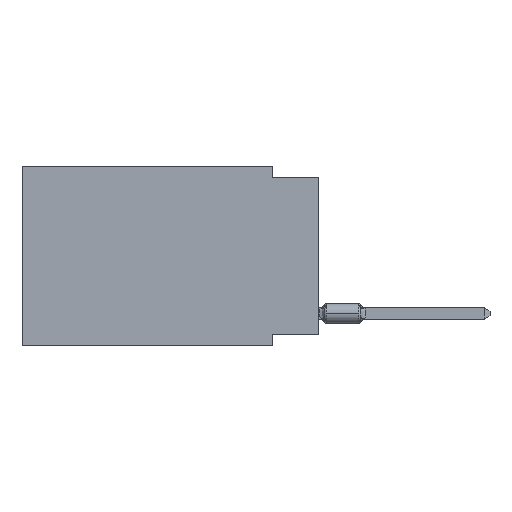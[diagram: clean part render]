
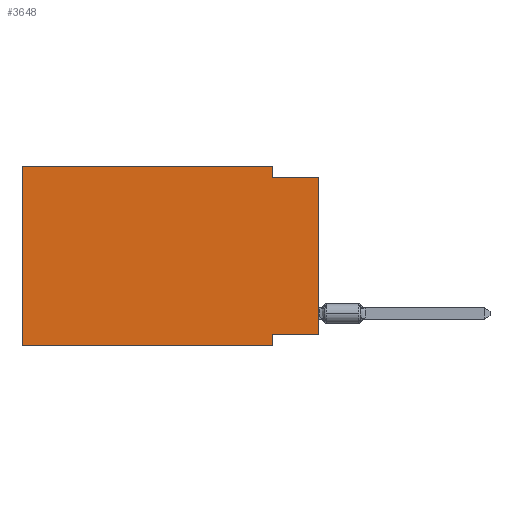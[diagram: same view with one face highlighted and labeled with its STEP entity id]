
A CAD part, left-side view. The second image highlights one B-rep face of the part: STEP entity #3648.
In plain terms, the highlighted planar face has unit normal (-1, 0, 0).
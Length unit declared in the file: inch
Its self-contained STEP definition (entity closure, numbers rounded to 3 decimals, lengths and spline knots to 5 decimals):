
#177 = CARTESIAN_POINT ( 'NONE',  ( 0., 0.1, 0. ) ) ;
#345 = DIRECTION ( 'NONE',  ( 0., 0., -1. ) ) ;
#745 = DIRECTION ( 'NONE',  ( 0., 1., 0. ) ) ;
#805 = LINE ( 'NONE', #11767, #18333 ) ;
#815 = EDGE_CURVE ( 'NONE', #7141, #15548, #8829, .T. ) ;
#928 = DIRECTION ( 'NONE',  ( 1., 0., 0. ) ) ;
#1443 = CARTESIAN_POINT ( 'NONE',  ( 0., 0.645, -0.39 ) ) ;
#1765 = VECTOR ( 'NONE', #8178, 39.37008 ) ;
#1920 = EDGE_CURVE ( 'NONE', #18850, #2668, #11403, .T. ) ;
#2207 = DIRECTION ( 'NONE',  ( 0., -1., 0. ) ) ;
#2322 = FACE_OUTER_BOUND ( 'NONE', #4521, .T. ) ;
#2668 = VERTEX_POINT ( 'NONE', #177 ) ;
#2768 = ORIENTED_EDGE ( 'NONE', *, *, #5139, .T. ) ;
#3648 = ADVANCED_FACE ( 'NONE', ( #2322 ), #7205, .F. ) ;
#4521 = EDGE_LOOP ( 'NONE', ( #11098, #17089, #19750, #12572, #20206, #2768, #14505, #17815 ) ) ;
#4899 = EDGE_CURVE ( 'NONE', #15037, #7035, #10285, .T. ) ;
#5118 = DIRECTION ( 'NONE',  ( 0., -1., 0. ) ) ;
#5139 = EDGE_CURVE ( 'NONE', #18451, #13694, #19194, .T. ) ;
#6110 = CARTESIAN_POINT ( 'NONE',  ( 0., 0.1, -0.39 ) ) ;
#6430 = VECTOR ( 'NONE', #2207, 39.37008 ) ;
#7035 = VERTEX_POINT ( 'NONE', #17131 ) ;
#7141 = VERTEX_POINT ( 'NONE', #10978 ) ;
#7204 = VECTOR ( 'NONE', #15644, 39.37008 ) ;
#7205 = PLANE ( 'NONE',  #8544 ) ;
#7834 = CARTESIAN_POINT ( 'NONE',  ( 0., 0.645, -0.39 ) ) ;
#8178 = DIRECTION ( 'NONE',  ( 0., 0., -1. ) ) ;
#8544 = AXIS2_PLACEMENT_3D ( 'NONE', #15281, #928, #12194 ) ;
#8610 = VECTOR ( 'NONE', #5118, 39.37008 ) ;
#8829 = LINE ( 'NONE', #15300, #9277 ) ;
#9277 = VECTOR ( 'NONE', #745, 39.37008 ) ;
#10285 = LINE ( 'NONE', #18241, #6430 ) ;
#10978 = CARTESIAN_POINT ( 'NONE',  ( 0., 0., -0.365 ) ) ;
#11098 = ORIENTED_EDGE ( 'NONE', *, *, #18729, .T. ) ;
#11403 = LINE ( 'NONE', #17863, #8610 ) ;
#11767 = CARTESIAN_POINT ( 'NONE',  ( 0., 0.645, 0. ) ) ;
#11770 = CARTESIAN_POINT ( 'NONE',  ( 0., 0.1, -0.025 ) ) ;
#12194 = DIRECTION ( 'NONE',  ( 0., 0., -1. ) ) ;
#12572 = ORIENTED_EDGE ( 'NONE', *, *, #1920, .F. ) ;
#12935 = DIRECTION ( 'NONE',  ( 0., -1., 0. ) ) ;
#12957 = LINE ( 'NONE', #14335, #1765 ) ;
#13288 = CARTESIAN_POINT ( 'NONE',  ( 0., 0.645, 0. ) ) ;
#13521 = EDGE_CURVE ( 'NONE', #18451, #18850, #805, .T. ) ;
#13694 = VERTEX_POINT ( 'NONE', #6110 ) ;
#14335 = CARTESIAN_POINT ( 'NONE',  ( 0., 0.1, 0. ) ) ;
#14505 = ORIENTED_EDGE ( 'NONE', *, *, #16293, .F. ) ;
#15037 = VERTEX_POINT ( 'NONE', #11770 ) ;
#15117 = LINE ( 'NONE', #16919, #15903 ) ;
#15281 = CARTESIAN_POINT ( 'NONE',  ( 0., 0.645, 0. ) ) ;
#15300 = CARTESIAN_POINT ( 'NONE',  ( 0., 0., -0.365 ) ) ;
#15548 = VERTEX_POINT ( 'NONE', #20630 ) ;
#15644 = DIRECTION ( 'NONE',  ( 0., 0., 1. ) ) ;
#15903 = VECTOR ( 'NONE', #345, 39.37008 ) ;
#16293 = EDGE_CURVE ( 'NONE', #15548, #13694, #15117, .T. ) ;
#16919 = CARTESIAN_POINT ( 'NONE',  ( 0., 0.1, -0.39 ) ) ;
#17089 = ORIENTED_EDGE ( 'NONE', *, *, #4899, .F. ) ;
#17131 = CARTESIAN_POINT ( 'NONE',  ( 0., 0., -0.025 ) ) ;
#17815 = ORIENTED_EDGE ( 'NONE', *, *, #815, .F. ) ;
#17863 = CARTESIAN_POINT ( 'NONE',  ( 0., 0.645, 0. ) ) ;
#18131 = EDGE_CURVE ( 'NONE', #2668, #15037, #12957, .T. ) ;
#18241 = CARTESIAN_POINT ( 'NONE',  ( 0., 0., -0.025 ) ) ;
#18333 = VECTOR ( 'NONE', #20159, 39.37008 ) ;
#18451 = VERTEX_POINT ( 'NONE', #7834 ) ;
#18729 = EDGE_CURVE ( 'NONE', #7141, #7035, #18922, .T. ) ;
#18850 = VERTEX_POINT ( 'NONE', #13288 ) ;
#18922 = LINE ( 'NONE', #20637, #7204 ) ;
#19194 = LINE ( 'NONE', #1443, #20374 ) ;
#19750 = ORIENTED_EDGE ( 'NONE', *, *, #18131, .F. ) ;
#20159 = DIRECTION ( 'NONE',  ( 0., 0., 1. ) ) ;
#20206 = ORIENTED_EDGE ( 'NONE', *, *, #13521, .F. ) ;
#20374 = VECTOR ( 'NONE', #12935, 39.37008 ) ;
#20630 = CARTESIAN_POINT ( 'NONE',  ( 0., 0.1, -0.365 ) ) ;
#20637 = CARTESIAN_POINT ( 'NONE',  ( 0., 0., 0. ) ) ;
